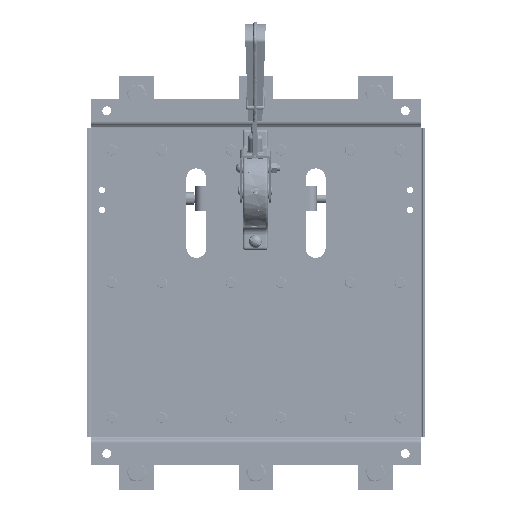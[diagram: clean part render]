
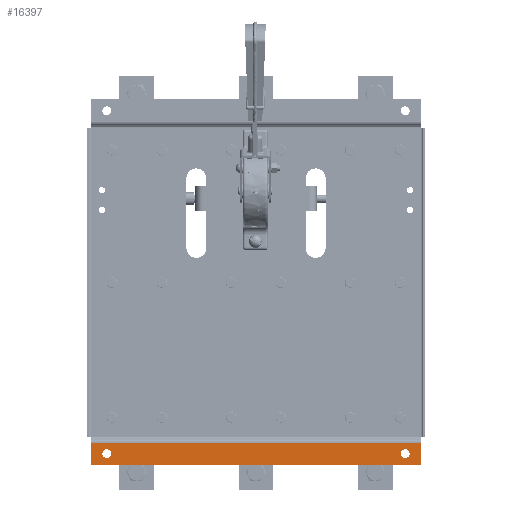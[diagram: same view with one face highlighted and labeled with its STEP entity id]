
A CAD part, front view. The second image highlights one B-rep face of the part: STEP entity #16397.
In plain terms, the highlighted planar face has unit normal (0, -1, 0).
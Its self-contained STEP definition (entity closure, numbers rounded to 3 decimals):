
#13343 = VERTEX_POINT ( 'NONE', #93573 ) ;
#13570 = EDGE_CURVE ( 'NONE', #13933, #13616, #90033, .T. ) ;
#13614 = EDGE_CURVE ( 'NONE', #13343, #13787, #90063, .T. ) ;
#13616 = VERTEX_POINT ( 'NONE', #89946 ) ;
#13787 = VERTEX_POINT ( 'NONE', #90211 ) ;
#13794 = VERTEX_POINT ( 'NONE', #90268 ) ;
#13886 = EDGE_CURVE ( 'NONE', #13926, #13794, #91066, .T. ) ;
#13914 = VERTEX_POINT ( 'NONE', #91052 ) ;
#13921 = EDGE_CURVE ( 'NONE', #13794, #13914, #90983, .T. ) ;
#13926 = VERTEX_POINT ( 'NONE', #90625 ) ;
#13933 = VERTEX_POINT ( 'NONE', #90978 ) ;
#16335 = VERTEX_POINT ( 'NONE', #64197 ) ;
#16340 = EDGE_LOOP ( 'NONE', ( #16400, #16391 ) ) ;
#16391 = ORIENTED_EDGE ( 'NONE', *, *, #13614, .T. ) ;
#16397 = ADVANCED_FACE ( 'NONE', ( #65420, #65278, #65343 ), #65276, .T. ) ;
#16400 = ORIENTED_EDGE ( 'NONE', *, *, #16402, .T. ) ;
#16402 = EDGE_CURVE ( 'NONE', #13787, #13343, #65726, .T. ) ;
#16425 = EDGE_CURVE ( 'NONE', #13926, #16335, #65673, .T. ) ;
#16440 = EDGE_CURVE ( 'NONE', #13616, #13933, #65499, .T. ) ;
#16813 = ORIENTED_EDGE ( 'NONE', *, *, #16440, .T. ) ;
#16875 = EDGE_LOOP ( 'NONE', ( #16896, #16892, #16922, #16926 ) ) ;
#16880 = ORIENTED_EDGE ( 'NONE', *, *, #13570, .T. ) ;
#16882 = EDGE_CURVE ( 'NONE', #16335, #13914, #67301, .T. ) ;
#16892 = ORIENTED_EDGE ( 'NONE', *, *, #16425, .F. ) ;
#16896 = ORIENTED_EDGE ( 'NONE', *, *, #16882, .F. ) ;
#16922 = ORIENTED_EDGE ( 'NONE', *, *, #13886, .T. ) ;
#16926 = ORIENTED_EDGE ( 'NONE', *, *, #13921, .T. ) ;
#64197 = CARTESIAN_POINT ( 'NONE',  ( 160.748, 19.228, 22.5 ) ) ;
#65261 = CARTESIAN_POINT ( 'NONE',  ( 144.748, 19.228, 11.5 ) ) ;
#65274 = CARTESIAN_POINT ( 'NONE',  ( -171.252, 19.228, 24.5 ) ) ;
#65276 = PLANE ( 'NONE',  #65736 ) ;
#65278 = FACE_BOUND ( 'NONE', #81218, .T. ) ;
#65343 = FACE_OUTER_BOUND ( 'NONE', #16875, .T. ) ;
#65420 = FACE_BOUND ( 'NONE', #16340, .T. ) ;
#65499 = CIRCLE ( 'NONE', #65811, 4.5 ) ;
#65537 = DIRECTION ( 'NONE',  ( 1., 0., 0. ) ) ;
#65538 = VECTOR ( 'NONE', #65537, 1000. ) ;
#65540 = CARTESIAN_POINT ( 'NONE',  ( -171.252, 19.228, 22.5 ) ) ;
#65673 = LINE ( 'NONE', #65540, #65538 ) ;
#65721 = DIRECTION ( 'NONE',  ( -1., 0., 0. ) ) ;
#65722 = DIRECTION ( 'NONE',  ( 0., 1., 0. ) ) ;
#65723 = AXIS2_PLACEMENT_3D ( 'NONE', #65261, #65722, #65721 ) ;
#65726 = CIRCLE ( 'NONE', #65723, 4.5 ) ;
#65732 = DIRECTION ( 'NONE',  ( 0., 0., -1. ) ) ;
#65734 = DIRECTION ( 'NONE',  ( 0., -1., 0. ) ) ;
#65736 = AXIS2_PLACEMENT_3D ( 'NONE', #65274, #65734, #65732 ) ;
#65809 = DIRECTION ( 'NONE',  ( 1., 0., 0. ) ) ;
#65810 = DIRECTION ( 'NONE',  ( 0., 1., 0. ) ) ;
#65811 = AXIS2_PLACEMENT_3D ( 'NONE', #65825, #65810, #65809 ) ;
#65825 = CARTESIAN_POINT ( 'NONE',  ( -155.252, 19.228, 11.5 ) ) ;
#67294 = DIRECTION ( 'NONE',  ( 0., 0., -1. ) ) ;
#67295 = VECTOR ( 'NONE', #67294, 1000. ) ;
#67297 = CARTESIAN_POINT ( 'NONE',  ( 160.748, 19.228, 24.5 ) ) ;
#67301 = LINE ( 'NONE', #67297, #67295 ) ;
#81218 = EDGE_LOOP ( 'NONE', ( #16813, #16880 ) ) ;
#89946 = CARTESIAN_POINT ( 'NONE',  ( -150.752, 19.228, 11.5 ) ) ;
#89959 = CARTESIAN_POINT ( 'NONE',  ( 144.748, 19.228, 11.5 ) ) ;
#90004 = DIRECTION ( 'NONE',  ( 1., 0., 0. ) ) ;
#90005 = DIRECTION ( 'NONE',  ( 0., 1., 0. ) ) ;
#90006 = CARTESIAN_POINT ( 'NONE',  ( -155.252, 19.228, 11.5 ) ) ;
#90007 = AXIS2_PLACEMENT_3D ( 'NONE', #90006, #90005, #90004 ) ;
#90033 = CIRCLE ( 'NONE', #90007, 4.5 ) ;
#90048 = DIRECTION ( 'NONE',  ( -1., 0., 0. ) ) ;
#90049 = DIRECTION ( 'NONE',  ( 0., 1., 0. ) ) ;
#90053 = AXIS2_PLACEMENT_3D ( 'NONE', #89959, #90049, #90048 ) ;
#90063 = CIRCLE ( 'NONE', #90053, 4.5 ) ;
#90211 = CARTESIAN_POINT ( 'NONE',  ( 149.248, 19.228, 11.5 ) ) ;
#90268 = CARTESIAN_POINT ( 'NONE',  ( -171.252, 19.228, 0. ) ) ;
#90619 = DIRECTION ( 'NONE',  ( 1., 0., 0. ) ) ;
#90621 = VECTOR ( 'NONE', #90619, 1000. ) ;
#90625 = CARTESIAN_POINT ( 'NONE',  ( -171.252, 19.228, 22.5 ) ) ;
#90978 = CARTESIAN_POINT ( 'NONE',  ( -159.752, 19.228, 11.5 ) ) ;
#90982 = CARTESIAN_POINT ( 'NONE',  ( -171.252, 19.228, 0. ) ) ;
#90983 = LINE ( 'NONE', #90982, #90621 ) ;
#91052 = CARTESIAN_POINT ( 'NONE',  ( 160.748, 19.228, 0. ) ) ;
#91057 = DIRECTION ( 'NONE',  ( 0., 0., -1. ) ) ;
#91058 = VECTOR ( 'NONE', #91057, 1000. ) ;
#91065 = CARTESIAN_POINT ( 'NONE',  ( -171.252, 19.228, 24.5 ) ) ;
#91066 = LINE ( 'NONE', #91065, #91058 ) ;
#93573 = CARTESIAN_POINT ( 'NONE',  ( 140.248, 19.228, 11.5 ) ) ;
